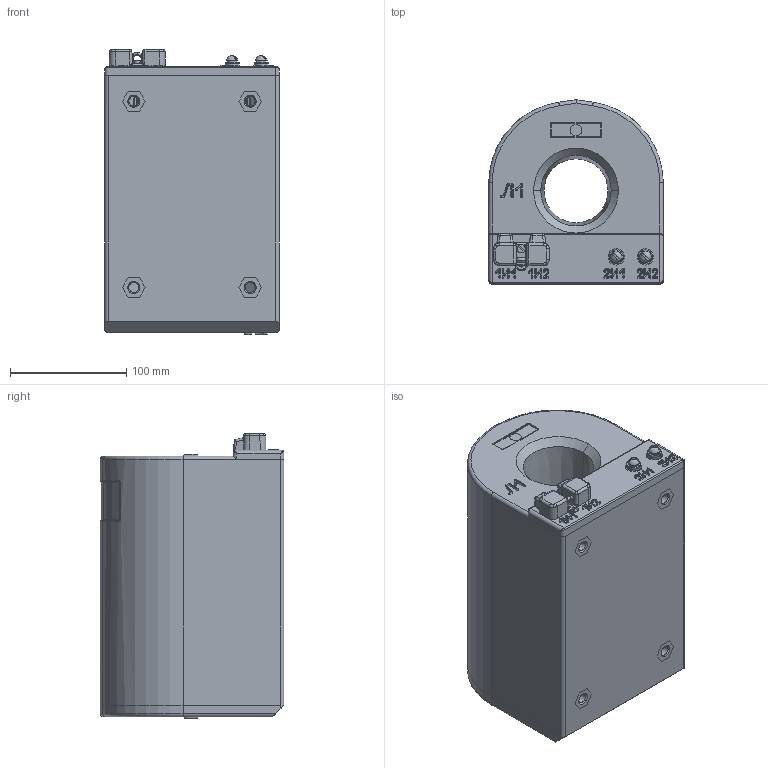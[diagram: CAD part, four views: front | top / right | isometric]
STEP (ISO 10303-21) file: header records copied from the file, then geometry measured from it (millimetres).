
FILE_DESCRIPTION (( 'STEP AP203' ), '1' );
FILE_NAME ('ÒØË-0,66-IV-3.1.STEP', '2020-06-02T05:24:53', ( '' ), ( '' ), 'SwSTEP 2.0', 'SolidWorks 2010', '' );
FILE_SCHEMA (( 'CONFIG_CONTROL_DESIGN' ));
Length unit declared in the file: millimetre
Products named in the file (1): ﾒﾘﾋ-0,66-IV-3.1
Bounding box: 150 x 158 x 245 mm (x, y, z)
Surface area: 209816.3 mm2 (no closed solid volume)
Topology: 0 solids, 22 shells, 477 faces, 1411 edges, 933 vertices
Faces by surface type: plane 183, cylinder 106, cone 90, bspline 74, torus 12, sphere 12
Entity records: 18017 total; most frequent: CARTESIAN_POINT 6019, ORIENTED_EDGE 2436, DIRECTION 2373, EDGE_CURVE 1403, VERTEX_POINT 933, AXIS2_PLACEMENT_3D 836, VECTOR 701, LINE 701
